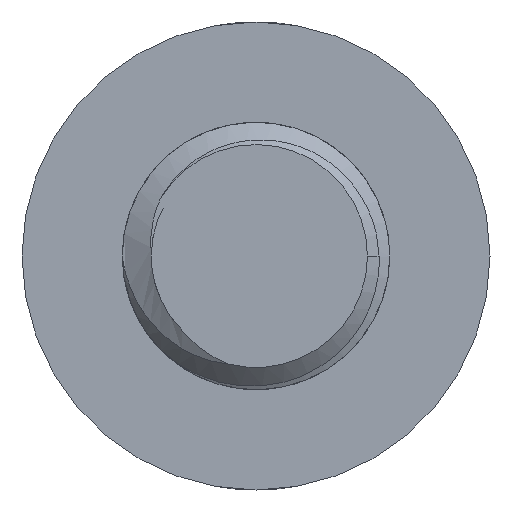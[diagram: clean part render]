
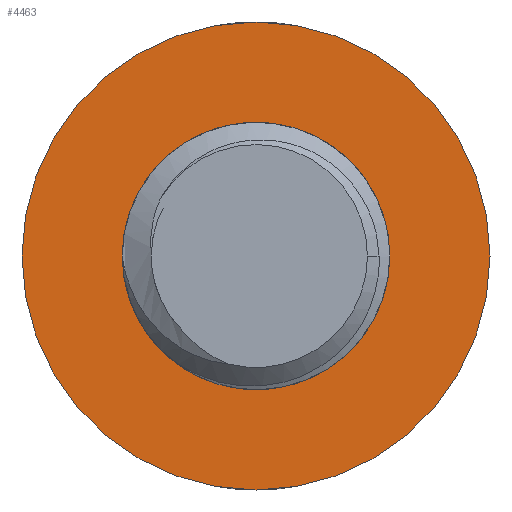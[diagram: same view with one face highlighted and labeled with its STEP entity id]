
A CAD part, front view. The second image highlights one B-rep face of the part: STEP entity #4463.
In plain terms, the highlighted planar face has unit normal (0, -1, 0).
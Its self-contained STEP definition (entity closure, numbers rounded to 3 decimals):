
#68=CARTESIAN_POINT('',(-5.25,5.95,-0.));
#69=VERTEX_POINT('',#68);
#70=CARTESIAN_POINT('',(5.25,5.95,0.));
#71=VERTEX_POINT('',#70);
#72=CARTESIAN_POINT('',(0.,5.95,0.));
#73=DIRECTION('',(-0.,1.,0.));
#74=DIRECTION('',(-1.,-0.,0.));
#75=AXIS2_PLACEMENT_3D('',#72,#73,#74);
#76=CIRCLE('',#75,5.25);
#77=EDGE_CURVE('',#69,#71,#76,.T.);
#187=CARTESIAN_POINT('',(-3.,5.95,0.));
#188=VERTEX_POINT('',#187);
#195=CARTESIAN_POINT('',(3.,5.95,-0.));
#196=VERTEX_POINT('',#195);
#197=CARTESIAN_POINT('',(0.,5.95,0.));
#198=DIRECTION('',(0.,-1.,0.));
#199=DIRECTION('',(1.,0.,0.));
#200=AXIS2_PLACEMENT_3D('',#197,#198,#199);
#201=CIRCLE('',#200,3.);
#202=EDGE_CURVE('',#188,#196,#201,.T.);
#3839=CARTESIAN_POINT('',(2.121,5.95,2.121));
#3840=VERTEX_POINT('',#3839);
#3994=CARTESIAN_POINT('',(0.,5.95,0.));
#3995=DIRECTION('',(-0.,1.,0.));
#3996=DIRECTION('',(-1.,-0.,0.));
#3997=AXIS2_PLACEMENT_3D('',#3994,#3995,#3996);
#3998=CIRCLE('',#3997,3.);
#3999=EDGE_CURVE('',#3840,#196,#3998,.T.);
#4012=CARTESIAN_POINT('',(0.,5.95,0.));
#4013=DIRECTION('',(0.,-1.,0.));
#4014=DIRECTION('',(1.,0.,0.));
#4015=AXIS2_PLACEMENT_3D('',#4012,#4013,#4014);
#4016=CIRCLE('',#4015,3.);
#4017=EDGE_CURVE('',#3840,#188,#4016,.T.);
#4120=CARTESIAN_POINT('',(0.,5.95,0.));
#4121=DIRECTION('',(-0.,1.,0.));
#4122=DIRECTION('',(-1.,-0.,0.));
#4123=AXIS2_PLACEMENT_3D('',#4120,#4121,#4122);
#4124=CIRCLE('',#4123,5.25);
#4125=EDGE_CURVE('',#71,#69,#4124,.T.);
#4449=CARTESIAN_POINT('',(-5.25,5.95,0.));
#4450=DIRECTION('',(0.,-1.,0.));
#4451=DIRECTION('',(1.,0.,0.));
#4452=AXIS2_PLACEMENT_3D('',#4449,#4450,#4451);
#4453=PLANE('',#4452);
#4454=ORIENTED_EDGE('',*,*,#3999,.T.);
#4455=ORIENTED_EDGE('',*,*,#202,.F.);
#4456=ORIENTED_EDGE('',*,*,#4017,.F.);
#4457=EDGE_LOOP('',(#4454,#4455,#4456));
#4458=FACE_BOUND('',#4457,.T.);
#4459=ORIENTED_EDGE('',*,*,#77,.F.);
#4460=ORIENTED_EDGE('',*,*,#4125,.F.);
#4461=EDGE_LOOP('',(#4459,#4460));
#4462=FACE_BOUND('',#4461,.T.);
#4463=ADVANCED_FACE('NONE',(#4458,#4462),#4453,.T.);
